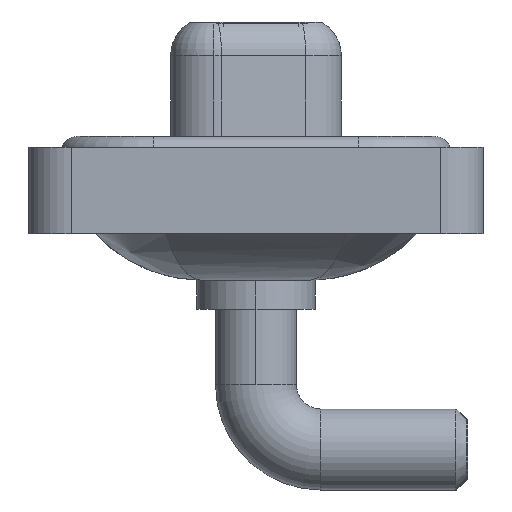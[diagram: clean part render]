
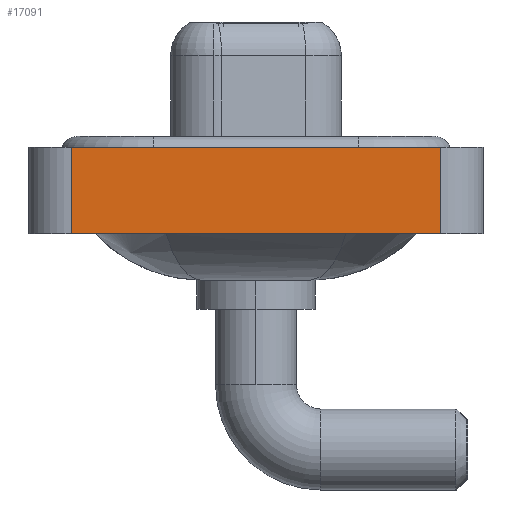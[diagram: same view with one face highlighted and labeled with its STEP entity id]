
A CAD part, left-side view. The second image highlights one B-rep face of the part: STEP entity #17091.
In plain terms, the highlighted planar face has unit normal (-1, 0, 0).
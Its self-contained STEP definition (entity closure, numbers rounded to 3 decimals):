
#973 = EDGE_CURVE ( 'NONE', #11915, #13220, #1545, .T. ) ;
#1100 = DIRECTION ( 'NONE',  ( -1., 0., 0. ) ) ;
#1319 = VECTOR ( 'NONE', #15783, 1000. ) ;
#1370 = CARTESIAN_POINT ( 'NONE',  ( -7.3, 8.55, -3.6 ) ) ;
#1513 = ORIENTED_EDGE ( 'NONE', *, *, #4243, .T. ) ;
#1545 = LINE ( 'NONE', #1370, #14497 ) ;
#1765 = CARTESIAN_POINT ( 'NONE',  ( -7.3, -8.55, 0.4 ) ) ;
#1939 = DIRECTION ( 'NONE',  ( 0., -1., 0. ) ) ;
#2293 = VECTOR ( 'NONE', #12245, 1000. ) ;
#3719 = ORIENTED_EDGE ( 'NONE', *, *, #12648, .F. ) ;
#3864 = LINE ( 'NONE', #17175, #1319 ) ;
#3891 = VERTEX_POINT ( 'NONE', #4258 ) ;
#4194 = VERTEX_POINT ( 'NONE', #14231 ) ;
#4243 = EDGE_CURVE ( 'NONE', #4194, #3891, #12336, .T. ) ;
#4258 = CARTESIAN_POINT ( 'NONE',  ( -7.3, -8.55, 0.4 ) ) ;
#4919 = ORIENTED_EDGE ( 'NONE', *, *, #13158, .T. ) ;
#6504 = DIRECTION ( 'NONE',  ( 0., 0., 1. ) ) ;
#6844 = CARTESIAN_POINT ( 'NONE',  ( -7.3, -8.55, -3.6 ) ) ;
#7315 = ORIENTED_EDGE ( 'NONE', *, *, #973, .F. ) ;
#11915 = VERTEX_POINT ( 'NONE', #15945 ) ;
#12174 = CARTESIAN_POINT ( 'NONE',  ( -7.3, 8.55, 0.4 ) ) ;
#12245 = DIRECTION ( 'NONE',  ( 0., 0., 1. ) ) ;
#12336 = LINE ( 'NONE', #6844, #2293 ) ;
#12648 = EDGE_CURVE ( 'NONE', #13220, #3891, #16436, .T. ) ;
#12879 = AXIS2_PLACEMENT_3D ( 'NONE', #13410, #1100, #6504 ) ;
#13158 = EDGE_CURVE ( 'NONE', #11915, #4194, #3864, .T. ) ;
#13220 = VERTEX_POINT ( 'NONE', #12174 ) ;
#13410 = CARTESIAN_POINT ( 'NONE',  ( -7.3, -8.55, -3.6 ) ) ;
#13551 = EDGE_LOOP ( 'NONE', ( #1513, #3719, #7315, #4919 ) ) ;
#14019 = VECTOR ( 'NONE', #1939, 1000. ) ;
#14231 = CARTESIAN_POINT ( 'NONE',  ( -7.3, -8.55, -3.6 ) ) ;
#14497 = VECTOR ( 'NONE', #17258, 1000. ) ;
#14718 = PLANE ( 'NONE',  #12879 ) ;
#15783 = DIRECTION ( 'NONE',  ( 0., -1., 0. ) ) ;
#15945 = CARTESIAN_POINT ( 'NONE',  ( -7.3, 8.55, -3.6 ) ) ;
#16436 = LINE ( 'NONE', #1765, #14019 ) ;
#17091 = ADVANCED_FACE ( 'NONE', ( #17164 ), #14718, .T. ) ;
#17164 = FACE_OUTER_BOUND ( 'NONE', #13551, .T. ) ;
#17175 = CARTESIAN_POINT ( 'NONE',  ( -7.3, -8.55, -3.6 ) ) ;
#17258 = DIRECTION ( 'NONE',  ( 0., 0., 1. ) ) ;
